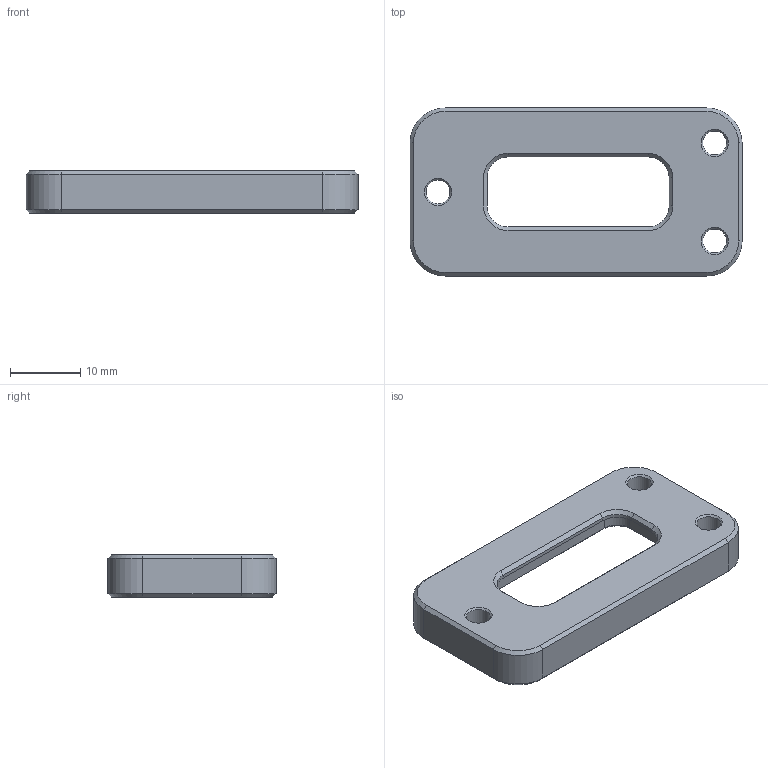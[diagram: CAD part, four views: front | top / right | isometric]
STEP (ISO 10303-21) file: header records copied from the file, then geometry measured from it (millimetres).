
FILE_DESCRIPTION(/* description */ (''),/* implementation_level */ '2;1');
FILE_NAME(/* name */ 'x-axis_idler_holder_cover_x2.step',/* time_stamp */ '2021-02-28T13:50:53+07:00',/* author */ (''),/* organization */ (''),/* preprocessor_version */ 'ST-DEVELOPER v18.1',/* originating_system */ 'Autodesk Translation Framework v9.7.0.1280',/* authorisation */ '');
FILE_SCHEMA (('AUTOMOTIVE_DESIGN { 1 0 10303 214 3 1 1 }'));
Length unit declared in the file: millimetre
Products named in the file (1): X-Axis Idler Holder Cover
Bounding box: 47.4 x 24 x 6 mm (x, y, z)
Volume: 3692.4 mm3; surface area: 3062.2 mm2
Topology: 1 solids, 1 shells, 68 faces, 163 edges, 98 vertices
Faces by surface type: plane 31, cone 22, cylinder 15
Full cylindrical faces by diameter (mm): 3.4 x3
Entity records: 2005 total; most frequent: DIRECTION 359, CARTESIAN_POINT 330, ORIENTED_EDGE 326, EDGE_CURVE 163, AXIS2_PLACEMENT_3D 127, LINE 105, VECTOR 105, VERTEX_POINT 98
